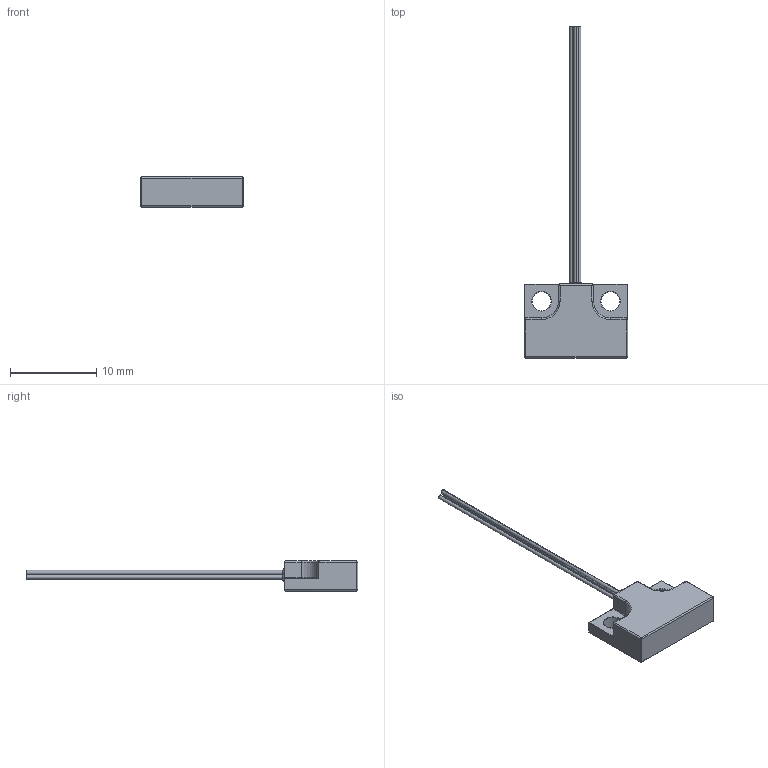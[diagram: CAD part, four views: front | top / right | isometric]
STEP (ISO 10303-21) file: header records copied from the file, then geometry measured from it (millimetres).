
FILE_DESCRIPTION (( 'STEP AP203' ), '1' );
FILE_NAME ('MR-L4.STEP', '2018-08-08T08:50:03', ( 'XiaZaiMa.COM' ), ( 'Win10NeT.COM' ), 'SwSTEP 2.0', 'SolidWorks 2016', '' );
FILE_SCHEMA (( 'CONFIG_CONTROL_DESIGN' ));
Length unit declared in the file: millimetre
Products named in the file (1): MR-L4
Bounding box: 12 x 38.6 x 3.5 mm (x, y, z)
Volume: 306.5 mm3; surface area: 486.9 mm2
Topology: 1 solids, 1 shells, 79 faces, 182 edges, 98 vertices
Faces by surface type: cylinder 38, torus 18, plane 15, bspline 4, sphere 4
Entity records: 2297 total; most frequent: CARTESIAN_POINT 481, DIRECTION 398, ORIENTED_EDGE 348, EDGE_CURVE 174, AXIS2_PLACEMENT_3D 165, VERTEX_POINT 98, CIRCLE 89, EDGE_LOOP 84
